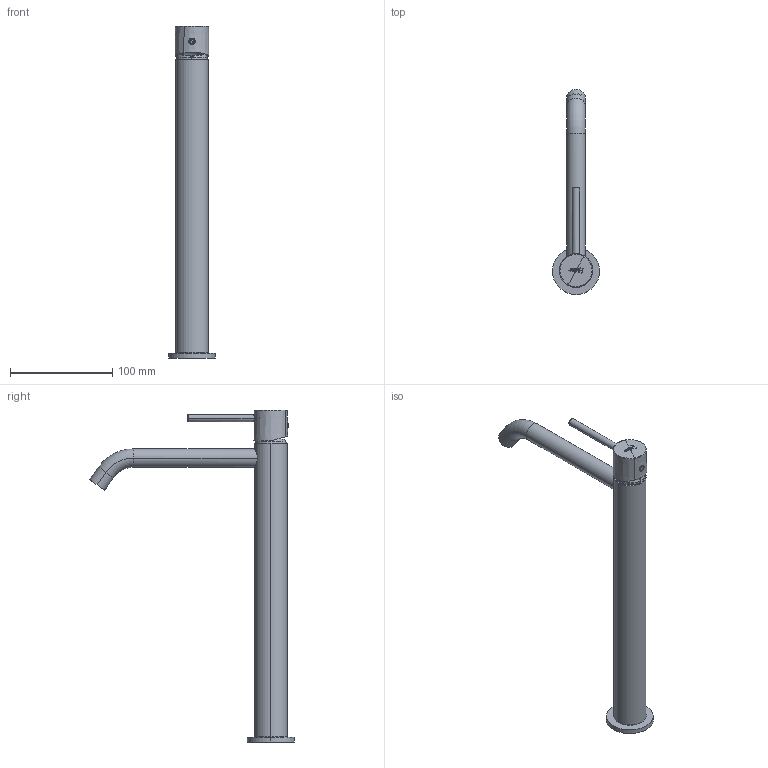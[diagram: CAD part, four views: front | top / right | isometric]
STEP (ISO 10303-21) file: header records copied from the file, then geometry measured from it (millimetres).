
FILE_DESCRIPTION(('CATIA V5 STEP Exchange','CAx-IF Rec.Pracs.--- Model Styling and Organization---1.5--- 2016-08-15','CAx-IF Rec.Pracs.---Supplemental Geometry---1.0---2011-11-01','CAx-IF Rec.Pracs.--- Composite Materials ---3.4---2017-06-13','CAx-IF Rec.Pracs.---Tessellated 3D Geometry---1.0---2015-12-17'),'2;1');
FILE_NAME('MT00454421.stp','2024-02-23T15:13:23+00:00',('none'),('none'),'CATIA Version 5-6 Release 2020 SP2','CATIA V5 STEP AP242 v2','none');
FILE_SCHEMA(('AP242_MANAGED_MODEL_BASED_3D_ENGINEERING_MIM_LF {1 0 10303 442 1 1 4}'));
Length unit declared in the file: millimetre
Products named in the file (1): Product2_AllCATPart
Bounding box: 46 x 200.37 x 325 mm (x, y, z)
Volume: 75257 mm3; surface area: 88976 mm2
Topology: 7 solids, 8 shells, 2067 faces, 5355 edges, 3467 vertices
Faces by surface type: bspline 1097, cylinder 396, plane 391, torus 80, cone 60, revolution 24, sphere 19
Entity records: 74353 total; most frequent: CARTESIAN_POINT 36991, ORIENTED_EDGE 10694, EDGE_CURVE 5347, B_SPLINE_CURVE_WITH_KNOTS 3664, VERTEX_POINT 3467, DIRECTION 2399, EDGE_LOOP 2262, ADVANCED_FACE 2067
